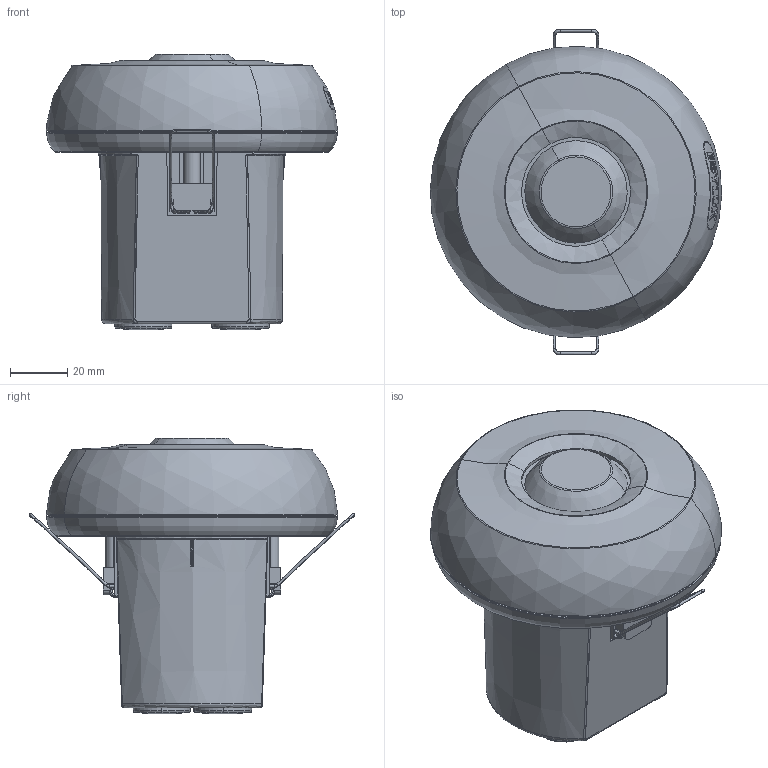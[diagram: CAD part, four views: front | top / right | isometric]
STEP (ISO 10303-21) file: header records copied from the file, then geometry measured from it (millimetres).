
FILE_DESCRIPTION(('',''),'2;1');
FILE_NAME('','',('none'),('none'),'','','none');
FILE_SCHEMA(('AUTOMOTIVE_DESIGN { 1 0 10303 214 1 1 1 1 }'));
Length unit declared in the file: millimetre
Products named in the file (1): EB10431708
Bounding box: 101.95 x 113.94 x 96.59 mm (x, y, z)
Volume: 402893.8 mm3; surface area: 42527.8 mm2
Topology: 2 solids, 2 shells, 577 faces, 1565 edges, 956 vertices
Faces by surface type: plane 203, bspline 168, cylinder 122, torus 50, revolution 18, extrusion 6, cone 6, sphere 4
Entity records: 34260 total; most frequent: CARTESIAN_POINT 22364, ORIENTED_EDGE 3106, EDGE_CURVE 1553, DIRECTION 1467, VERTEX_POINT 956, EDGE_LOOP 653, VECTOR 583, AXIS2_PLACEMENT_3D 580
